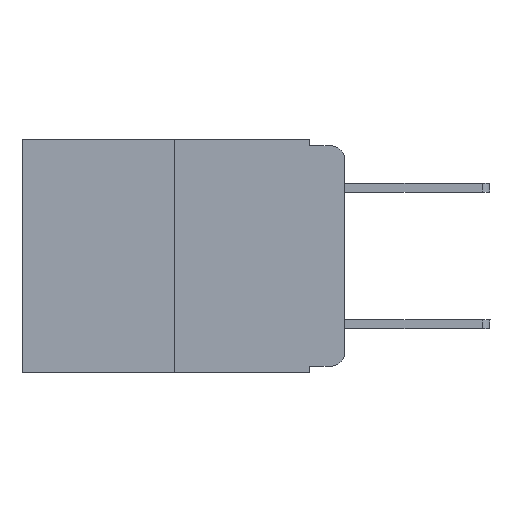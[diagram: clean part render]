
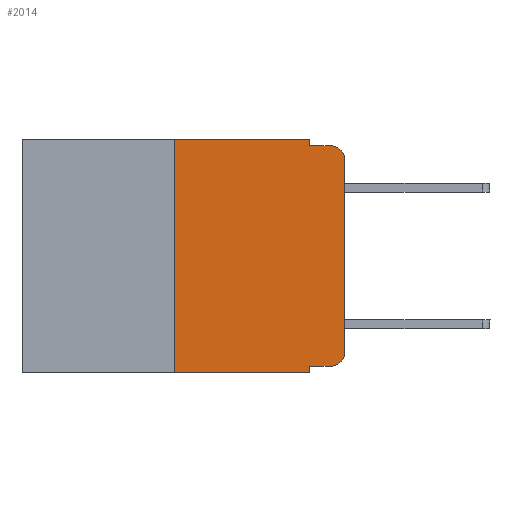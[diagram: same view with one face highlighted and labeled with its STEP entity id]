
A CAD part, left-side view. The second image highlights one B-rep face of the part: STEP entity #2014.
In plain terms, the highlighted planar face has unit normal (-1, 0, 0).
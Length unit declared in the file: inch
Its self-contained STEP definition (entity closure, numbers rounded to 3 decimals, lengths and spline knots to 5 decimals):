
#356 = LINE ( 'NONE', #4778, #9575 ) ;
#502 = EDGE_CURVE ( 'NONE', #3531, #2850, #11690, .T. ) ;
#932 = ORIENTED_EDGE ( 'NONE', *, *, #6028, .T. ) ;
#950 = CARTESIAN_POINT ( 'NONE',  ( 0., 0.051, -0.01 ) ) ;
#1132 = VECTOR ( 'NONE', #9919, 39.37008 ) ;
#1213 = VECTOR ( 'NONE', #12871, 39.37008 ) ;
#1245 = LINE ( 'NONE', #6564, #6065 ) ;
#1254 = CARTESIAN_POINT ( 'NONE',  ( 0., 0.02, -0.333 ) ) ;
#1567 = CARTESIAN_POINT ( 'NONE',  ( 0., 0., -0.03 ) ) ;
#1569 = CARTESIAN_POINT ( 'NONE',  ( 0., 0.051, -0.333 ) ) ;
#1692 = ORIENTED_EDGE ( 'NONE', *, *, #2374, .F. ) ;
#1790 = CARTESIAN_POINT ( 'NONE',  ( 0., 0.473, 0. ) ) ;
#1919 = VECTOR ( 'NONE', #8759, 39.37008 ) ;
#2014 = ADVANCED_FACE ( 'NONE', ( #7952 ), #7137, .F. ) ;
#2374 = EDGE_CURVE ( 'NONE', #5396, #5443, #5728, .T. ) ;
#2447 = ORIENTED_EDGE ( 'NONE', *, *, #7641, .F. ) ;
#2552 = DIRECTION ( 'NONE',  ( 0., -1., 0. ) ) ;
#2795 = DIRECTION ( 'NONE',  ( 0., 0., -1. ) ) ;
#2850 = VERTEX_POINT ( 'NONE', #1567 ) ;
#3393 = CARTESIAN_POINT ( 'NONE',  ( 0., 0.02, -0.03 ) ) ;
#3531 = VERTEX_POINT ( 'NONE', #7340 ) ;
#3793 = AXIS2_PLACEMENT_3D ( 'NONE', #3956, #10354, #2795 ) ;
#3860 = CARTESIAN_POINT ( 'NONE',  ( 0., 0.051, 0. ) ) ;
#3956 = CARTESIAN_POINT ( 'NONE',  ( 0., 0.473, 0. ) ) ;
#3976 = VERTEX_POINT ( 'NONE', #13511 ) ;
#4145 = ORIENTED_EDGE ( 'NONE', *, *, #7317, .F. ) ;
#4401 = VECTOR ( 'NONE', #9820, 39.37008 ) ;
#4673 = EDGE_LOOP ( 'NONE', ( #6469, #11963, #1692, #11566, #7046, #4145, #932, #2447, #11831, #12418 ) ) ;
#4750 = LINE ( 'NONE', #1790, #6615 ) ;
#4778 = CARTESIAN_POINT ( 'NONE',  ( 0., 0.051, 0. ) ) ;
#4852 = LINE ( 'NONE', #7826, #4401 ) ;
#4972 = LINE ( 'NONE', #9176, #4975 ) ;
#4975 = VECTOR ( 'NONE', #13342, 39.37008 ) ;
#5088 = AXIS2_PLACEMENT_3D ( 'NONE', #3393, #12814, #6591 ) ;
#5100 = EDGE_CURVE ( 'NONE', #5877, #3531, #10344, .T. ) ;
#5396 = VERTEX_POINT ( 'NONE', #950 ) ;
#5443 = VERTEX_POINT ( 'NONE', #5689 ) ;
#5689 = CARTESIAN_POINT ( 'NONE',  ( 0., 0.02, -0.01 ) ) ;
#5728 = LINE ( 'NONE', #13062, #1132 ) ;
#5877 = VERTEX_POINT ( 'NONE', #1254 ) ;
#6028 = EDGE_CURVE ( 'NONE', #6236, #10114, #4972, .T. ) ;
#6065 = VECTOR ( 'NONE', #11818, 39.37008 ) ;
#6236 = VERTEX_POINT ( 'NONE', #6690 ) ;
#6435 = EDGE_CURVE ( 'NONE', #3976, #11054, #4750, .T. ) ;
#6469 = ORIENTED_EDGE ( 'NONE', *, *, #502, .T. ) ;
#6564 = CARTESIAN_POINT ( 'NONE',  ( 0., 0.051, 0. ) ) ;
#6591 = DIRECTION ( 'NONE',  ( 0., 0., -1. ) ) ;
#6615 = VECTOR ( 'NONE', #2552, 39.37008 ) ;
#6686 = CARTESIAN_POINT ( 'NONE',  ( 0., 0.02, -0.313 ) ) ;
#6690 = CARTESIAN_POINT ( 'NONE',  ( 0., 0.25, -0.343 ) ) ;
#6717 = DIRECTION ( 'NONE',  ( 0., 0., -1. ) ) ;
#7046 = ORIENTED_EDGE ( 'NONE', *, *, #6435, .F. ) ;
#7137 = PLANE ( 'NONE',  #3793 ) ;
#7138 = CARTESIAN_POINT ( 'NONE',  ( 0., 0.051, -0.343 ) ) ;
#7207 = EDGE_CURVE ( 'NONE', #2850, #5443, #13164, .T. ) ;
#7317 = EDGE_CURVE ( 'NONE', #6236, #3976, #4852, .T. ) ;
#7340 = CARTESIAN_POINT ( 'NONE',  ( 0., 0., -0.313 ) ) ;
#7472 = CARTESIAN_POINT ( 'NONE',  ( 0., 0., 0. ) ) ;
#7641 = EDGE_CURVE ( 'NONE', #11234, #10114, #1245, .T. ) ;
#7826 = CARTESIAN_POINT ( 'NONE',  ( 0., 0.25, 0. ) ) ;
#7952 = FACE_OUTER_BOUND ( 'NONE', #4673, .T. ) ;
#8487 = DIRECTION ( 'NONE',  ( -1., 0., 0. ) ) ;
#8704 = CARTESIAN_POINT ( 'NONE',  ( 0., 0.051, -0.333 ) ) ;
#8759 = DIRECTION ( 'NONE',  ( 0., 0., 1. ) ) ;
#9176 = CARTESIAN_POINT ( 'NONE',  ( 0., 0.473, -0.343 ) ) ;
#9575 = VECTOR ( 'NONE', #6717, 39.37008 ) ;
#9820 = DIRECTION ( 'NONE',  ( 0., 0., 1. ) ) ;
#9919 = DIRECTION ( 'NONE',  ( 0., -1., 0. ) ) ;
#10114 = VERTEX_POINT ( 'NONE', #7138 ) ;
#10344 = CIRCLE ( 'NONE', #12073, 0.02 ) ;
#10354 = DIRECTION ( 'NONE',  ( 1., 0., 0. ) ) ;
#11054 = VERTEX_POINT ( 'NONE', #3860 ) ;
#11234 = VERTEX_POINT ( 'NONE', #1569 ) ;
#11566 = ORIENTED_EDGE ( 'NONE', *, *, #13134, .F. ) ;
#11690 = LINE ( 'NONE', #7472, #1919 ) ;
#11818 = DIRECTION ( 'NONE',  ( 0., 0., -1. ) ) ;
#11831 = ORIENTED_EDGE ( 'NONE', *, *, #13166, .T. ) ;
#11963 = ORIENTED_EDGE ( 'NONE', *, *, #7207, .T. ) ;
#12073 = AXIS2_PLACEMENT_3D ( 'NONE', #6686, #8487, #12650 ) ;
#12418 = ORIENTED_EDGE ( 'NONE', *, *, #5100, .T. ) ;
#12650 = DIRECTION ( 'NONE',  ( 0., 0., -1. ) ) ;
#12814 = DIRECTION ( 'NONE',  ( -1., 0., 0. ) ) ;
#12871 = DIRECTION ( 'NONE',  ( 0., -1., 0. ) ) ;
#13062 = CARTESIAN_POINT ( 'NONE',  ( 0., 0.051, -0.01 ) ) ;
#13134 = EDGE_CURVE ( 'NONE', #11054, #5396, #356, .T. ) ;
#13148 = LINE ( 'NONE', #8704, #1213 ) ;
#13164 = CIRCLE ( 'NONE', #5088, 0.02 ) ;
#13166 = EDGE_CURVE ( 'NONE', #11234, #5877, #13148, .T. ) ;
#13342 = DIRECTION ( 'NONE',  ( 0., -1., 0. ) ) ;
#13511 = CARTESIAN_POINT ( 'NONE',  ( 0., 0.25, 0. ) ) ;
